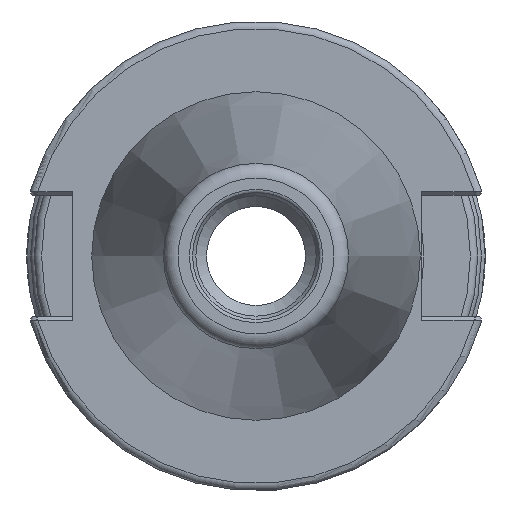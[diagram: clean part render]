
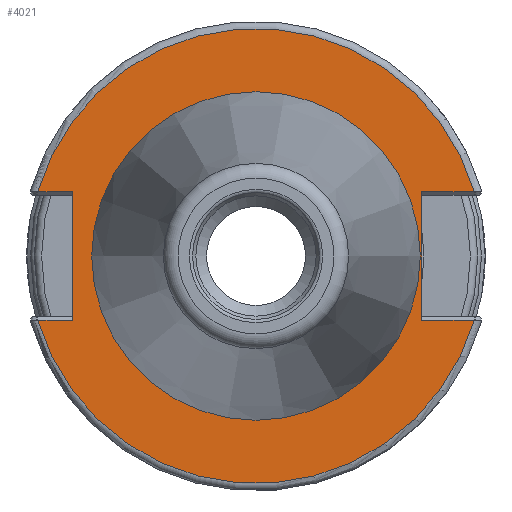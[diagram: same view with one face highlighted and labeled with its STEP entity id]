
A CAD part, left-side view. The second image highlights one B-rep face of the part: STEP entity #4021.
In plain terms, the highlighted planar face has unit normal (-1, 0, 0).
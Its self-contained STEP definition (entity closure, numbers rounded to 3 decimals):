
#82=FACE_BOUND('',#615,.T.);
#209=PLANE('',#4423);
#380=FACE_OUTER_BOUND('',#614,.T.);
#614=EDGE_LOOP('',(#3405,#3406,#3407,#3408,#3409,#3410,#3411,#3412));
#615=EDGE_LOOP('',(#3413,#3414));
#856=CIRCLE('',#4422,30.775);
#857=CIRCLE('',#4424,30.775);
#858=CIRCLE('',#4425,22.225);
#859=CIRCLE('',#4426,22.225);
#1088=LINE('',#7485,#1341);
#1090=LINE('',#7553,#1343);
#1091=LINE('',#7555,#1344);
#1092=LINE('',#7559,#1345);
#1093=LINE('',#7561,#1346);
#1094=LINE('',#7562,#1347);
#1341=VECTOR('',#5317,10.);
#1343=VECTOR('',#5335,10.);
#1344=VECTOR('',#5336,10.);
#1345=VECTOR('',#5339,10.);
#1346=VECTOR('',#5340,10.);
#1347=VECTOR('',#5341,10.);
#1814=VERTEX_POINT('',#7478);
#1817=VERTEX_POINT('',#7483);
#1823=VERTEX_POINT('',#7531);
#1825=VERTEX_POINT('',#7552);
#1826=VERTEX_POINT('',#7554);
#1827=VERTEX_POINT('',#7556);
#1828=VERTEX_POINT('',#7558);
#1829=VERTEX_POINT('',#7560);
#1830=VERTEX_POINT('',#7563);
#1831=VERTEX_POINT('',#7564);
#2364=EDGE_CURVE('',#1817,#1814,#1088,.T.);
#2374=EDGE_CURVE('',#1814,#1823,#856,.T.);
#2377=EDGE_CURVE('',#1817,#1825,#1090,.T.);
#2378=EDGE_CURVE('',#1826,#1825,#1091,.T.);
#2379=EDGE_CURVE('',#1827,#1826,#857,.T.);
#2380=EDGE_CURVE('',#1828,#1827,#1092,.T.);
#2381=EDGE_CURVE('',#1828,#1829,#1093,.T.);
#2382=EDGE_CURVE('',#1823,#1829,#1094,.T.);
#2383=EDGE_CURVE('',#1830,#1831,#858,.T.);
#2384=EDGE_CURVE('',#1831,#1830,#859,.T.);
#3405=ORIENTED_EDGE('',*,*,#2364,.F.);
#3406=ORIENTED_EDGE('',*,*,#2377,.T.);
#3407=ORIENTED_EDGE('',*,*,#2378,.F.);
#3408=ORIENTED_EDGE('',*,*,#2379,.F.);
#3409=ORIENTED_EDGE('',*,*,#2380,.F.);
#3410=ORIENTED_EDGE('',*,*,#2381,.T.);
#3411=ORIENTED_EDGE('',*,*,#2382,.F.);
#3412=ORIENTED_EDGE('',*,*,#2374,.F.);
#3413=ORIENTED_EDGE('',*,*,#2383,.T.);
#3414=ORIENTED_EDGE('',*,*,#2384,.T.);
#4021=ADVANCED_FACE('',(#380,#82),#209,.T.);
#4422=AXIS2_PLACEMENT_3D('',#7532,#5331,#5332);
#4423=AXIS2_PLACEMENT_3D('',#7551,#5333,#5334);
#4424=AXIS2_PLACEMENT_3D('',#7557,#5337,#5338);
#4425=AXIS2_PLACEMENT_3D('',#7565,#5342,#5343);
#4426=AXIS2_PLACEMENT_3D('',#7566,#5344,#5345);
#5317=DIRECTION('',(0.,-1.,0.));
#5331=DIRECTION('center_axis',(1.,0.,0.));
#5332=DIRECTION('ref_axis',(0.,0.,-1.));
#5333=DIRECTION('center_axis',(-1.,0.,0.));
#5334=DIRECTION('ref_axis',(0.,0.,1.));
#5335=DIRECTION('',(0.,0.,1.));
#5336=DIRECTION('',(0.,1.,0.));
#5337=DIRECTION('center_axis',(1.,0.,0.));
#5338=DIRECTION('ref_axis',(0.,0.,-1.));
#5339=DIRECTION('',(0.,1.,0.));
#5340=DIRECTION('',(0.,0.,-1.));
#5341=DIRECTION('',(0.,-1.,0.));
#5342=DIRECTION('center_axis',(1.,0.,0.));
#5343=DIRECTION('ref_axis',(0.,0.,-1.));
#5344=DIRECTION('center_axis',(1.,0.,0.));
#5345=DIRECTION('ref_axis',(0.,0.,-1.));
#7478=CARTESIAN_POINT('',(3.175,-29.523,-8.69));
#7483=CARTESIAN_POINT('',(3.175,-22.41,-8.69));
#7485=CARTESIAN_POINT('',(3.175,-4.878,-8.69));
#7531=CARTESIAN_POINT('',(3.175,29.523,-8.69));
#7532=CARTESIAN_POINT('Origin',(3.175,0.,
0.));
#7551=CARTESIAN_POINT('Origin',(3.175,30.775,0.));
#7552=CARTESIAN_POINT('',(3.175,-22.41,8.69));
#7553=CARTESIAN_POINT('',(3.175,-22.41,-4.095));
#7554=CARTESIAN_POINT('',(3.175,-29.523,8.69));
#7555=CARTESIAN_POINT('',(3.175,4.182,8.69));
#7556=CARTESIAN_POINT('',(3.175,29.523,8.69));
#7557=CARTESIAN_POINT('Origin',(3.175,0.,
0.));
#7558=CARTESIAN_POINT('',(3.175,24.8,8.69));
#7559=CARTESIAN_POINT('',(3.175,32.958,8.69));
#7560=CARTESIAN_POINT('',(3.175,24.8,-8.69));
#7561=CARTESIAN_POINT('',(3.175,24.8,4.095));
#7562=CARTESIAN_POINT('',(3.175,27.788,-8.69));
#7563=CARTESIAN_POINT('',(3.175,22.225,0.));
#7564=CARTESIAN_POINT('',(3.175,-22.225,0.));
#7565=CARTESIAN_POINT('Origin',(3.175,0.,
0.));
#7566=CARTESIAN_POINT('Origin',(3.175,0.,
0.));
